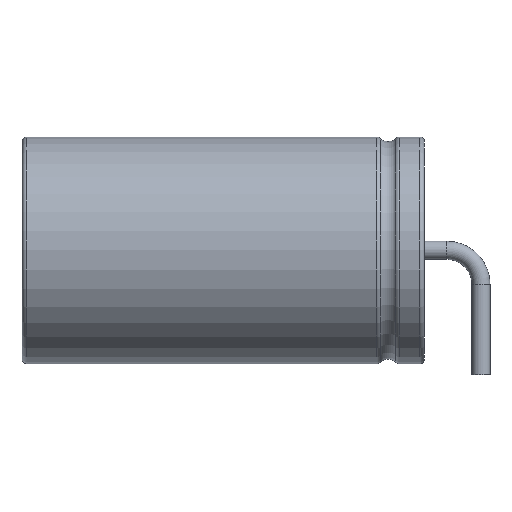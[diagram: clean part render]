
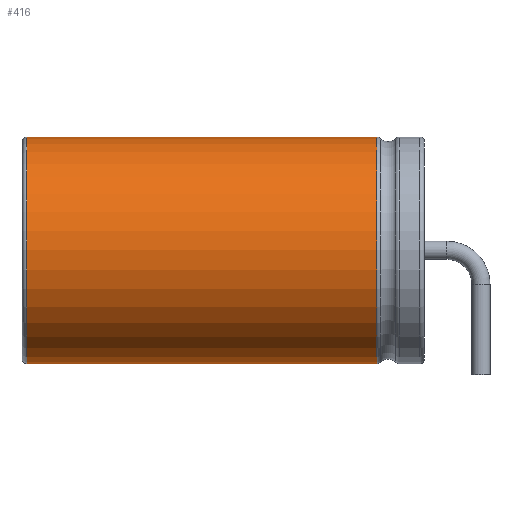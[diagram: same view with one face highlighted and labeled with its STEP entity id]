
A CAD part, left-side view. The second image highlights one B-rep face of the part: STEP entity #416.
In plain terms, the highlighted cylindrical face has radius 5 mm (diameter 10 mm), a full revolution.
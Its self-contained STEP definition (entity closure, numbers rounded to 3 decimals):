
#64=FACE_OUTER_BOUND('',#91,.T.);
#91=EDGE_LOOP('',(#343,#344,#345,#346));
#125=LINE('',#736,#147);
#147=VECTOR('',#598,5.);
#171=CIRCLE('',#477,5.);
#172=CIRCLE('',#479,5.);
#212=VERTEX_POINT('',#731);
#213=VERTEX_POINT('',#735);
#260=EDGE_CURVE('',#212,#212,#171,.T.);
#261=EDGE_CURVE('',#212,#213,#125,.T.);
#262=EDGE_CURVE('',#213,#213,#172,.T.);
#343=ORIENTED_EDGE('',*,*,#260,.F.);
#344=ORIENTED_EDGE('',*,*,#261,.T.);
#345=ORIENTED_EDGE('',*,*,#262,.F.);
#346=ORIENTED_EDGE('',*,*,#261,.F.);
#397=CYLINDRICAL_SURFACE('',#478,5.);
#416=ADVANCED_FACE('',(#64),#397,.T.);
#477=AXIS2_PLACEMENT_3D('',#733,#594,#595);
#478=AXIS2_PLACEMENT_3D('',#734,#596,#597);
#479=AXIS2_PLACEMENT_3D('',#737,#599,#600);
#594=DIRECTION('center_axis',(0.,1.,0.));
#595=DIRECTION('ref_axis',(0.,0.,-1.));
#596=DIRECTION('center_axis',(0.,1.,0.));
#597=DIRECTION('ref_axis',(0.,0.,1.));
#598=DIRECTION('',(0.,-1.,0.));
#599=DIRECTION('center_axis',(0.,-1.,0.));
#600=DIRECTION('ref_axis',(0.,0.,-1.));
#731=CARTESIAN_POINT('',(0.,20.05,-2.5));
#733=CARTESIAN_POINT('Origin',(0.,20.05,2.5));
#734=CARTESIAN_POINT('Origin',(0.,12.375,2.5));
#735=CARTESIAN_POINT('',(0.,4.59,-2.5));
#736=CARTESIAN_POINT('',(0.,12.375,-2.5));
#737=CARTESIAN_POINT('Origin',(0.,4.59,2.5));
